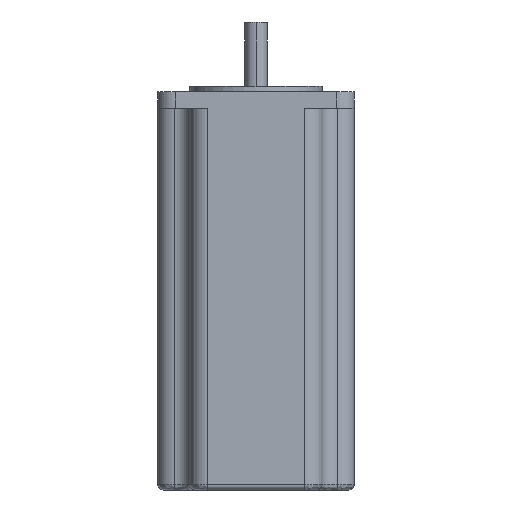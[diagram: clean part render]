
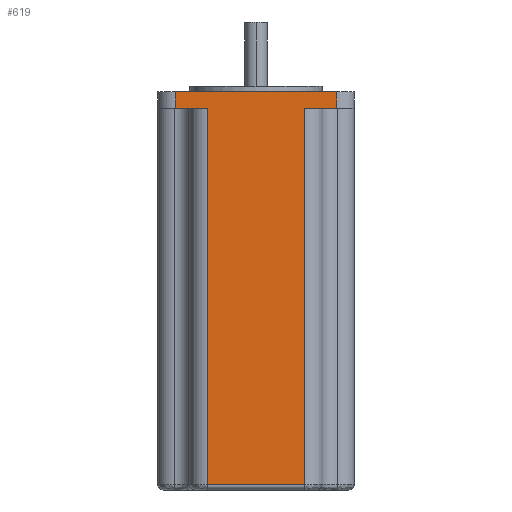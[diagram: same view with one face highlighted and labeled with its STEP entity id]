
A CAD part, front view. The second image highlights one B-rep face of the part: STEP entity #619.
In plain terms, the highlighted planar face has unit normal (0, -1, 0).
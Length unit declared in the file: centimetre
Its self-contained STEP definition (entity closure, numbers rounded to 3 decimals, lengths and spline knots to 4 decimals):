
#69 = ORIENTED_EDGE ( 'NONE', *, *, #4656, .T. ) ;
#180 = EDGE_LOOP ( 'NONE', ( #1330, #961, #4545, #2912, #292, #492, #4201, #69 ) ) ;
#181 = LINE ( 'NONE', #3644, #633 ) ;
#234 = CARTESIAN_POINT ( 'NONE',  ( -2.32, -2.82, 11.44 ) ) ;
#288 = CARTESIAN_POINT ( 'NONE',  ( 0., -2.82, 10.96 ) ) ;
#292 = ORIENTED_EDGE ( 'NONE', *, *, #1124, .T. ) ;
#298 = LINE ( 'NONE', #1309, #4492 ) ;
#360 = EDGE_CURVE ( 'NONE', #4577, #1078, #4018, .T. ) ;
#472 = CARTESIAN_POINT ( 'NONE',  ( 2.32, -2.82, 11.44 ) ) ;
#484 = EDGE_CURVE ( 'NONE', #3609, #920, #2669, .T. ) ;
#492 = ORIENTED_EDGE ( 'NONE', *, *, #3006, .F. ) ;
#619 = ADVANCED_FACE ( 'NONE', ( #4016 ), #3133, .T. ) ;
#633 = VECTOR ( 'NONE', #4362, 100. ) ;
#738 = DIRECTION ( 'NONE',  ( 1., 0., 0. ) ) ;
#913 = CARTESIAN_POINT ( 'NONE',  ( 0., -2.82, 0.15 ) ) ;
#920 = VERTEX_POINT ( 'NONE', #472 ) ;
#961 = ORIENTED_EDGE ( 'NONE', *, *, #360, .T. ) ;
#1078 = VERTEX_POINT ( 'NONE', #1776 ) ;
#1120 = DIRECTION ( 'NONE',  ( 0., 0., -1. ) ) ;
#1124 = EDGE_CURVE ( 'NONE', #4010, #1451, #3832, .T. ) ;
#1309 = CARTESIAN_POINT ( 'NONE',  ( -2.32, -2.82, 0.15 ) ) ;
#1330 = ORIENTED_EDGE ( 'NONE', *, *, #1496, .T. ) ;
#1451 = VERTEX_POINT ( 'NONE', #2295 ) ;
#1496 = EDGE_CURVE ( 'NONE', #3186, #4577, #1807, .T. ) ;
#1595 = DIRECTION ( 'NONE',  ( 1., 0., 0. ) ) ;
#1671 = LINE ( 'NONE', #3830, #2525 ) ;
#1776 = CARTESIAN_POINT ( 'NONE',  ( -1.3932, -2.82, 0.15 ) ) ;
#1807 = LINE ( 'NONE', #3047, #2878 ) ;
#1973 = VECTOR ( 'NONE', #1595, 100. ) ;
#2164 = DIRECTION ( 'NONE',  ( 0., -1., 0. ) ) ;
#2211 = CARTESIAN_POINT ( 'NONE',  ( -2.32, -2.82, 10.96 ) ) ;
#2274 = CARTESIAN_POINT ( 'NONE',  ( 1.3932, -2.82, 10.96 ) ) ;
#2295 = CARTESIAN_POINT ( 'NONE',  ( 2.32, -2.82, 10.96 ) ) ;
#2298 = VERTEX_POINT ( 'NONE', #2337 ) ;
#2322 = VECTOR ( 'NONE', #2880, 100. ) ;
#2337 = CARTESIAN_POINT ( 'NONE',  ( 1.3932, -2.82, 0.15 ) ) ;
#2443 = CARTESIAN_POINT ( 'NONE',  ( -2.32, -2.82, 0.15 ) ) ;
#2525 = VECTOR ( 'NONE', #4586, 100. ) ;
#2669 = LINE ( 'NONE', #3408, #1973 ) ;
#2691 = DIRECTION ( 'NONE',  ( 1., 0., 0. ) ) ;
#2767 = VECTOR ( 'NONE', #1120, 100. ) ;
#2878 = VECTOR ( 'NONE', #4482, 100. ) ;
#2880 = DIRECTION ( 'NONE',  ( 1., 0., 0. ) ) ;
#2912 = ORIENTED_EDGE ( 'NONE', *, *, #3755, .T. ) ;
#2965 = EDGE_CURVE ( 'NONE', #1078, #2298, #4445, .T. ) ;
#3006 = EDGE_CURVE ( 'NONE', #920, #1451, #1671, .T. ) ;
#3047 = CARTESIAN_POINT ( 'NONE',  ( 0., -2.82, 10.96 ) ) ;
#3133 = PLANE ( 'NONE',  #4374 ) ;
#3186 = VERTEX_POINT ( 'NONE', #2211 ) ;
#3303 = CARTESIAN_POINT ( 'NONE',  ( -1.3932, -2.82, 0.15 ) ) ;
#3408 = CARTESIAN_POINT ( 'NONE',  ( 0., -2.82, 11.44 ) ) ;
#3470 = VECTOR ( 'NONE', #2691, 100. ) ;
#3609 = VERTEX_POINT ( 'NONE', #234 ) ;
#3644 = CARTESIAN_POINT ( 'NONE',  ( 1.3932, -2.82, 0.15 ) ) ;
#3755 = EDGE_CURVE ( 'NONE', #2298, #4010, #181, .T. ) ;
#3830 = CARTESIAN_POINT ( 'NONE',  ( 2.32, -2.82, 11.2 ) ) ;
#3832 = LINE ( 'NONE', #288, #2322 ) ;
#3839 = DIRECTION ( 'NONE',  ( 0., 0., -1. ) ) ;
#4010 = VERTEX_POINT ( 'NONE', #2274 ) ;
#4016 = FACE_OUTER_BOUND ( 'NONE', #180, .T. ) ;
#4018 = LINE ( 'NONE', #3303, #2767 ) ;
#4201 = ORIENTED_EDGE ( 'NONE', *, *, #484, .F. ) ;
#4362 = DIRECTION ( 'NONE',  ( 0., 0., 1. ) ) ;
#4374 = AXIS2_PLACEMENT_3D ( 'NONE', #2443, #2164, #738 ) ;
#4445 = LINE ( 'NONE', #913, #3470 ) ;
#4454 = CARTESIAN_POINT ( 'NONE',  ( -1.3932, -2.82, 10.96 ) ) ;
#4482 = DIRECTION ( 'NONE',  ( 1., 0., 0. ) ) ;
#4492 = VECTOR ( 'NONE', #3839, 100. ) ;
#4545 = ORIENTED_EDGE ( 'NONE', *, *, #2965, .T. ) ;
#4577 = VERTEX_POINT ( 'NONE', #4454 ) ;
#4586 = DIRECTION ( 'NONE',  ( 0., 0., -1. ) ) ;
#4656 = EDGE_CURVE ( 'NONE', #3609, #3186, #298, .T. ) ;
